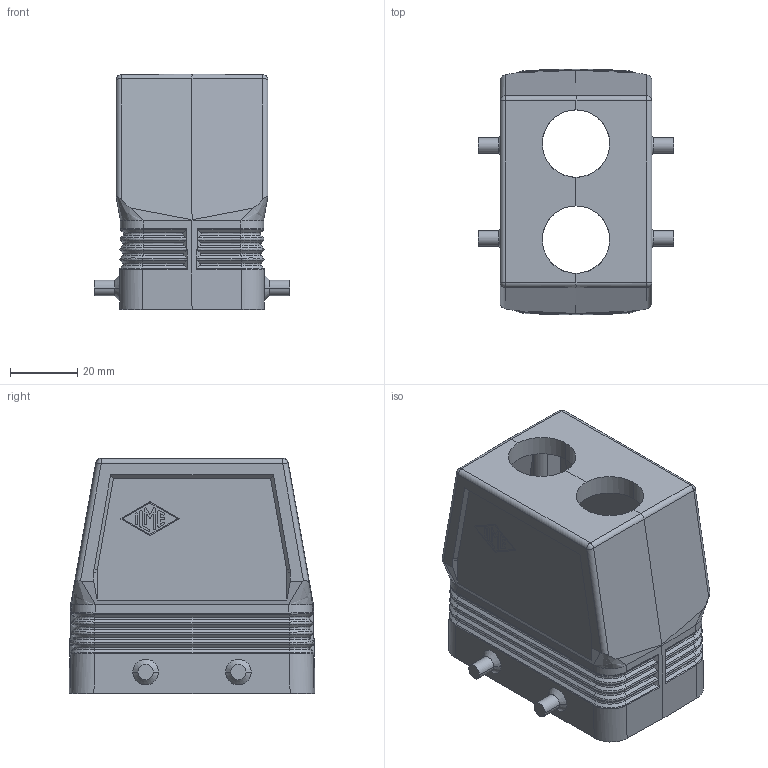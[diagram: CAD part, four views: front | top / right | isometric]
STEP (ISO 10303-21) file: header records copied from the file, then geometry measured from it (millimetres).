
FILE_DESCRIPTION(('Creo Elements/Direct Modeling STEP Export'),'2;1');
FILE_NAME('0ln7tug4do72ji62292','2017-11-16T14:10:29',(''),(''),'PTC Creo Elements/Direct Modeling STEP processor for AP214 (Solid Model)','PTC Creo Elements/Direct Modeling 19.0E 27-Jun-2016 (C) Parametric Technology GmbH','');
FILE_SCHEMA(('AUTOMOTIVE_DESIGN { 1 0 10303 214 1 1 1 1 }'));
Products named in the file (2): MFVS_10.220
Assembly tree (1 placements, depth 2):
  MFVS_10.220
    MFVS_10.220
Bounding box: 58 x 72.99 x 70 mm (x, y, z)
Volume: 67024.6 mm3; surface area: 33371.2 mm2
Topology: 1 solids, 1 shells, 353 faces, 890 edges, 546 vertices
Faces by surface type: plane 138, bspline 102, cylinder 73, extrusion 28, cone 8, sphere 4
Entity records: 38422 total; most frequent: CARTESIAN_POINT 28304, ORIENTED_EDGE 1772, DIRECTION 1122, EDGE_CURVE 886, VERTEX_POINT 546, VECTOR 490, LINE 462, EDGE_LOOP 368
